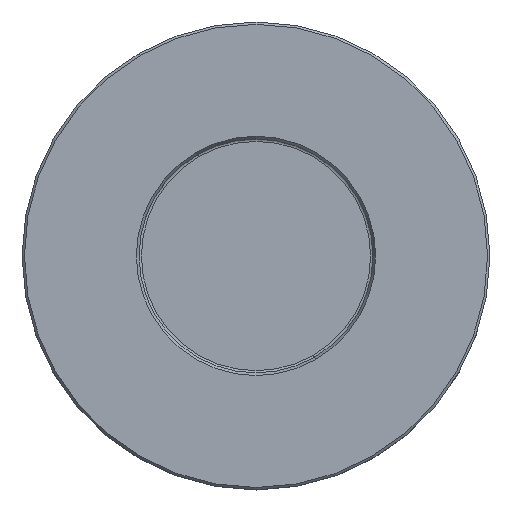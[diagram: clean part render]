
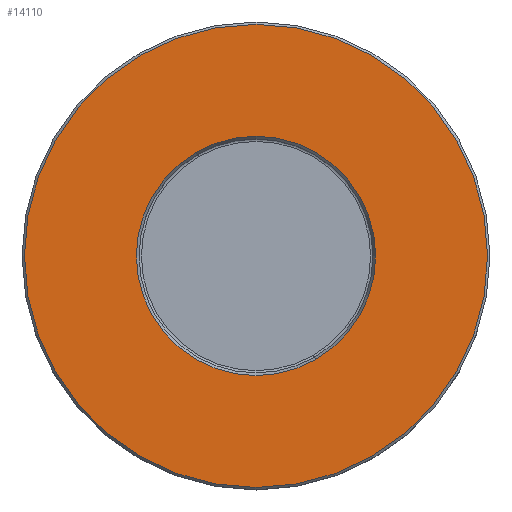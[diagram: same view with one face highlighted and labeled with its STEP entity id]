
A CAD part, top view. The second image highlights one B-rep face of the part: STEP entity #14110.
In plain terms, the highlighted planar face has unit normal (0, 0, 1).
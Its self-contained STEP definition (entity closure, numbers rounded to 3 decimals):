
#224=CARTESIAN_POINT('',(0.,0.,61.));
#225=DIRECTION('',(0.,0.,1.));
#226=DIRECTION('',(-0.5,0.866,0.));
#227=AXIS2_PLACEMENT_3D('',#224,#225,#226);
#232=CARTESIAN_POINT('',(0.,0.,61.));
#233=DIRECTION('',(0.,0.,-1.));
#234=DIRECTION('',(-0.5,0.866,0.));
#235=AXIS2_PLACEMENT_3D('',#232,#233,#234);
#240=CARTESIAN_POINT('',(0.,0.,61.));
#241=DIRECTION('',(0.,0.,-1.));
#242=DIRECTION('',(-0.5,0.866,0.));
#243=AXIS2_PLACEMENT_3D('',#240,#241,#242);
#255=CARTESIAN_POINT('',(0.,0.,61.));
#256=DIRECTION('',(0.,0.,1.));
#257=DIRECTION('',(-0.5,0.866,0.));
#258=AXIS2_PLACEMENT_3D('',#255,#256,#257);
#13777=CARTESIAN_POINT('',(-12.789,22.151,61.));
#13778=VERTEX_POINT('',#13777);
#13779=CARTESIAN_POINT('',(-24.75,42.868,61.));
#13781=VERTEX_POINT('',#13779);
#13843=CARTESIAN_POINT('',(12.789,-22.151,61.));
#13844=VERTEX_POINT('',#13843);
#13845=CARTESIAN_POINT('',(24.75,-42.868,61.));
#13847=VERTEX_POINT('',#13845);
#14095=CARTESIAN_POINT('',(0.,0.,61.));
#14096=DIRECTION('',(0.,0.,-1.));
#14097=DIRECTION('',(-0.5,0.866,0.));
#14098=AXIS2_PLACEMENT_3D('',#14095,#14096,#14097);
#14099=PLANE('',#14098);
#14101=ORIENTED_EDGE('',*,*,#14100,.T.);
#14103=ORIENTED_EDGE('',*,*,#14102,.F.);
#14104=EDGE_LOOP('',(#14101,#14103));
#14105=FACE_OUTER_BOUND('',#14104,.F.);
#14106=ORIENTED_EDGE('',*,*,#14090,.T.);
#14107=ORIENTED_EDGE('',*,*,#14074,.F.);
#14108=EDGE_LOOP('',(#14106,#14107));
#14109=FACE_BOUND('',#14108,.F.);
#14110=ADVANCED_FACE('',(#14105,#14109),#14099,.F.);
#228=CIRCLE('',#227,25.577);
#236=CIRCLE('',#235,25.577);
#244=CIRCLE('',#243,49.5);
#259=CIRCLE('',#258,49.5);
#14074=EDGE_CURVE('',#13778,#13844,#236,.T.);
#14090=EDGE_CURVE('',#13778,#13844,#228,.T.);
#14100=EDGE_CURVE('',#13781,#13847,#244,.T.);
#14102=EDGE_CURVE('',#13781,#13847,#259,.T.);
